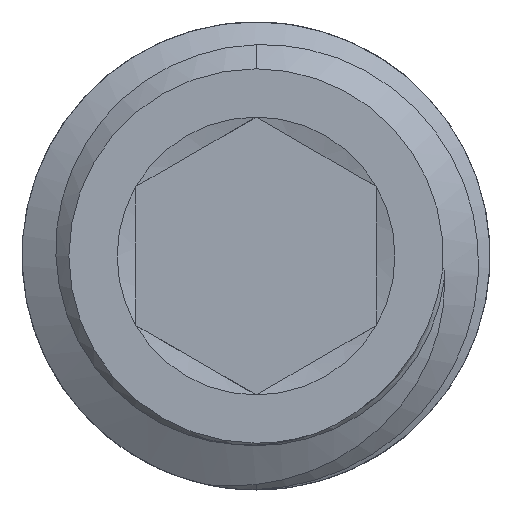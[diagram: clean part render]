
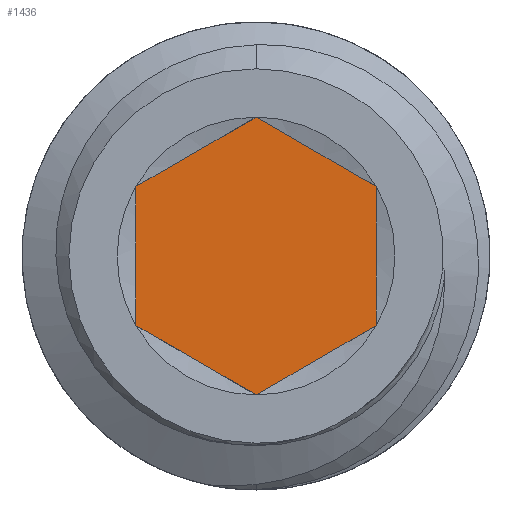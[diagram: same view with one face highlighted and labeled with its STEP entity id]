
A CAD part, front view. The second image highlights one B-rep face of the part: STEP entity #1436.
In plain terms, the highlighted planar face has unit normal (0, -1, 0).
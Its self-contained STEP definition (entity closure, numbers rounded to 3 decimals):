
#8 = LINE ( 'NONE', #1861, #3059 ) ;
#139 = DIRECTION ( 'NONE',  ( -0.866, 0., -0.5 ) ) ;
#172 = AXIS2_PLACEMENT_3D ( 'NONE', #1946, #448, #2263 ) ;
#200 = ORIENTED_EDGE ( 'NONE', *, *, #3630, .T. ) ;
#295 = CARTESIAN_POINT ( 'NONE',  ( -2.57, -3., 1.484 ) ) ;
#356 = CARTESIAN_POINT ( 'NONE',  ( 2.57, -3., 1.484 ) ) ;
#433 = CARTESIAN_POINT ( 'NONE',  ( 0., -3., 2.968 ) ) ;
#448 = DIRECTION ( 'NONE',  ( 0., -1., 0. ) ) ;
#450 = VECTOR ( 'NONE', #1856, 1000. ) ;
#539 = LINE ( 'NONE', #2148, #450 ) ;
#568 = DIRECTION ( 'NONE',  ( 0., 0., -1. ) ) ;
#600 = LINE ( 'NONE', #611, #3146 ) ;
#611 = CARTESIAN_POINT ( 'NONE',  ( 2.57, -3., -1.484 ) ) ;
#705 = EDGE_LOOP ( 'NONE', ( #2873, #1784, #1300, #1632, #200, #2160 ) ) ;
#849 = CARTESIAN_POINT ( 'NONE',  ( -2.57, -3., 1.484 ) ) ;
#918 = DIRECTION ( 'NONE',  ( 0.866, 0., -0.5 ) ) ;
#1003 = EDGE_CURVE ( 'NONE', #2055, #2789, #600, .T. ) ;
#1067 = VERTEX_POINT ( 'NONE', #1943 ) ;
#1205 = EDGE_CURVE ( 'NONE', #2876, #1067, #8, .T. ) ;
#1213 = CARTESIAN_POINT ( 'NONE',  ( 0., -3., -2.968 ) ) ;
#1240 = CARTESIAN_POINT ( 'NONE',  ( 2.57, -3., -1.484 ) ) ;
#1300 = ORIENTED_EDGE ( 'NONE', *, *, #2733, .T. ) ;
#1436 = ADVANCED_FACE ( 'NONE', ( #1679 ), #3402, .T. ) ;
#1520 = DIRECTION ( 'NONE',  ( 0., 0., 1. ) ) ;
#1596 = CARTESIAN_POINT ( 'NONE',  ( -2.57, -3., -1.484 ) ) ;
#1599 = VERTEX_POINT ( 'NONE', #849 ) ;
#1600 = CARTESIAN_POINT ( 'NONE',  ( 0., -3., 2.968 ) ) ;
#1632 = ORIENTED_EDGE ( 'NONE', *, *, #2230, .T. ) ;
#1679 = FACE_OUTER_BOUND ( 'NONE', #705, .T. ) ;
#1784 = ORIENTED_EDGE ( 'NONE', *, *, #1003, .T. ) ;
#1856 = DIRECTION ( 'NONE',  ( -0.866, 0., 0.5 ) ) ;
#1861 = CARTESIAN_POINT ( 'NONE',  ( -2.57, -3., -1.484 ) ) ;
#1911 = LINE ( 'NONE', #1213, #2043 ) ;
#1943 = CARTESIAN_POINT ( 'NONE',  ( 0., -3., -2.968 ) ) ;
#1946 = CARTESIAN_POINT ( 'NONE',  ( 0., -3., 0. ) ) ;
#2043 = VECTOR ( 'NONE', #2416, 1000. ) ;
#2055 = VERTEX_POINT ( 'NONE', #1240 ) ;
#2148 = CARTESIAN_POINT ( 'NONE',  ( 2.57, -3., 1.484 ) ) ;
#2160 = ORIENTED_EDGE ( 'NONE', *, *, #1205, .T. ) ;
#2230 = EDGE_CURVE ( 'NONE', #2385, #1599, #3417, .T. ) ;
#2263 = DIRECTION ( 'NONE',  ( 0., 0., -1. ) ) ;
#2385 = VERTEX_POINT ( 'NONE', #1600 ) ;
#2416 = DIRECTION ( 'NONE',  ( 0.866, 0., 0.5 ) ) ;
#2659 = EDGE_CURVE ( 'NONE', #1067, #2055, #1911, .T. ) ;
#2733 = EDGE_CURVE ( 'NONE', #2789, #2385, #539, .T. ) ;
#2789 = VERTEX_POINT ( 'NONE', #356 ) ;
#2866 = VECTOR ( 'NONE', #139, 1000. ) ;
#2873 = ORIENTED_EDGE ( 'NONE', *, *, #2659, .T. ) ;
#2876 = VERTEX_POINT ( 'NONE', #1596 ) ;
#2905 = LINE ( 'NONE', #295, #3179 ) ;
#3059 = VECTOR ( 'NONE', #918, 1000. ) ;
#3146 = VECTOR ( 'NONE', #1520, 1000. ) ;
#3179 = VECTOR ( 'NONE', #568, 1000. ) ;
#3402 = PLANE ( 'NONE',  #172 ) ;
#3417 = LINE ( 'NONE', #433, #2866 ) ;
#3630 = EDGE_CURVE ( 'NONE', #1599, #2876, #2905, .T. ) ;
